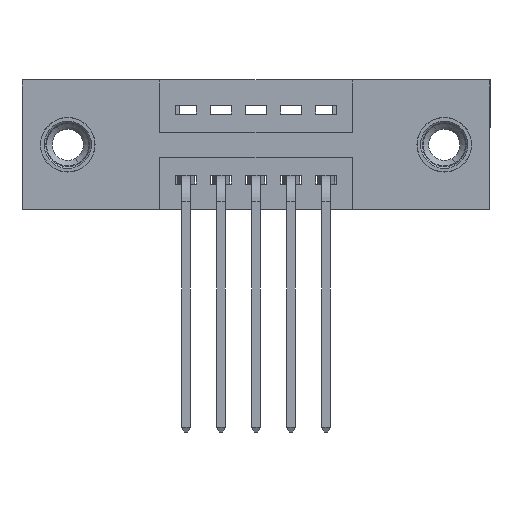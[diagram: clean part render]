
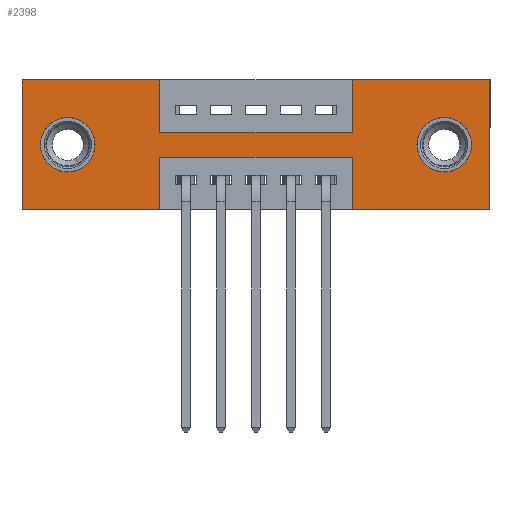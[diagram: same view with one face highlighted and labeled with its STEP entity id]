
A CAD part, front view. The second image highlights one B-rep face of the part: STEP entity #2398.
In plain terms, the highlighted planar face has unit normal (0, -1, 0).
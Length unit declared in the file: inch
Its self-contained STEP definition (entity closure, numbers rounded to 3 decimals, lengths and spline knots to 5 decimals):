
#7 = CARTESIAN_POINT ( 'NONE',  ( 0.3925, 0., -0.37 ) ) ;
#119 = DIRECTION ( 'NONE',  ( 0., 0., -1. ) ) ;
#338 = VECTOR ( 'NONE', #10909, 39.37008 ) ;
#350 = CARTESIAN_POINT ( 'NONE',  ( 0.9425, 0., 0. ) ) ;
#430 = DIRECTION ( 'NONE',  ( 1., 0., 0. ) ) ;
#499 = EDGE_LOOP ( 'NONE', ( #1094, #10057 ) ) ;
#510 = CARTESIAN_POINT ( 'NONE',  ( 1.335, 0., -0.37 ) ) ;
#529 = CARTESIAN_POINT ( 'NONE',  ( 0.3925, 0., -0.22 ) ) ;
#555 = VERTEX_POINT ( 'NONE', #6606 ) ;
#565 = EDGE_CURVE ( 'NONE', #3934, #6595, #8892, .T. ) ;
#624 = EDGE_CURVE ( 'NONE', #3445, #5344, #3835, .T. ) ;
#722 = VERTEX_POINT ( 'NONE', #7 ) ;
#875 = DIRECTION ( 'NONE',  ( 0., 1., 0. ) ) ;
#933 = VERTEX_POINT ( 'NONE', #7822 ) ;
#1033 = VERTEX_POINT ( 'NONE', #8760 ) ;
#1094 = ORIENTED_EDGE ( 'NONE', *, *, #8345, .T. ) ;
#1138 = EDGE_CURVE ( 'NONE', #555, #2775, #10249, .T. ) ;
#1215 = DIRECTION ( 'NONE',  ( 0., 1., 0. ) ) ;
#1226 = ORIENTED_EDGE ( 'NONE', *, *, #1138, .F. ) ;
#1262 = CARTESIAN_POINT ( 'NONE',  ( 0.3925, 0., -0.15 ) ) ;
#1414 = DIRECTION ( 'NONE',  ( 0., 0., 1. ) ) ;
#1416 = ORIENTED_EDGE ( 'NONE', *, *, #5044, .F. ) ;
#1422 = AXIS2_PLACEMENT_3D ( 'NONE', #10907, #10981, #10091 ) ;
#1521 = CARTESIAN_POINT ( 'NONE',  ( 0., 0., 0. ) ) ;
#1556 = VECTOR ( 'NONE', #10618, 39.37008 ) ;
#1567 = FACE_BOUND ( 'NONE', #2946, .T. ) ;
#1903 = CIRCLE ( 'NONE', #7262, 0.078 ) ;
#2028 = CIRCLE ( 'NONE', #9505, 0.078 ) ;
#2152 = EDGE_CURVE ( 'NONE', #1033, #933, #8092, .T. ) ;
#2181 = LINE ( 'NONE', #2616, #6380 ) ;
#2195 = CARTESIAN_POINT ( 'NONE',  ( 0., 0., 0. ) ) ;
#2398 = ADVANCED_FACE ( 'NONE', ( #8900, #1567, #4993 ), #4934, .T. ) ;
#2587 = ORIENTED_EDGE ( 'NONE', *, *, #5451, .F. ) ;
#2596 = CARTESIAN_POINT ( 'NONE',  ( 0.13, 0., -0.185 ) ) ;
#2616 = CARTESIAN_POINT ( 'NONE',  ( 0., 0., -0.37 ) ) ;
#2661 = VECTOR ( 'NONE', #9099, 39.37008 ) ;
#2775 = VERTEX_POINT ( 'NONE', #1262 ) ;
#2800 = ORIENTED_EDGE ( 'NONE', *, *, #565, .F. ) ;
#2815 = EDGE_CURVE ( 'NONE', #5344, #1033, #7799, .T. ) ;
#2939 = ORIENTED_EDGE ( 'NONE', *, *, #8804, .T. ) ;
#2946 = EDGE_LOOP ( 'NONE', ( #2939, #6347 ) ) ;
#3032 = VERTEX_POINT ( 'NONE', #3037 ) ;
#3037 = CARTESIAN_POINT ( 'NONE',  ( 0.13, 0., -0.263 ) ) ;
#3224 = DIRECTION ( 'NONE',  ( 1., 0., 0. ) ) ;
#3426 = ORIENTED_EDGE ( 'NONE', *, *, #7920, .F. ) ;
#3445 = VERTEX_POINT ( 'NONE', #510 ) ;
#3453 = VERTEX_POINT ( 'NONE', #9857 ) ;
#3482 = CARTESIAN_POINT ( 'NONE',  ( 0.3925, 0., -0.37 ) ) ;
#3663 = DIRECTION ( 'NONE',  ( -1., 0., 0. ) ) ;
#3834 = EDGE_LOOP ( 'NONE', ( #1416, #6791, #7370, #5058, #9210, #2800, #7057, #7103, #1226, #2587, #8123, #3426 ) ) ;
#3835 = LINE ( 'NONE', #7414, #9279 ) ;
#3875 = CIRCLE ( 'NONE', #7917, 0.078 ) ;
#3934 = VERTEX_POINT ( 'NONE', #350 ) ;
#4048 = DIRECTION ( 'NONE',  ( 0., 1., 0. ) ) ;
#4058 = CARTESIAN_POINT ( 'NONE',  ( 1.335, 0., 0. ) ) ;
#4061 = CIRCLE ( 'NONE', #5085, 0.078 ) ;
#4112 = EDGE_CURVE ( 'NONE', #3032, #9417, #4061, .T. ) ;
#4153 = EDGE_CURVE ( 'NONE', #10773, #3934, #9537, .T. ) ;
#4255 = CARTESIAN_POINT ( 'NONE',  ( 1.205, 0., -0.107 ) ) ;
#4342 = DIRECTION ( 'NONE',  ( -1., 0., 0. ) ) ;
#4451 = VECTOR ( 'NONE', #10447, 39.37008 ) ;
#4711 = CARTESIAN_POINT ( 'NONE',  ( 0.3925, 0., 0. ) ) ;
#4934 = PLANE ( 'NONE',  #1422 ) ;
#4993 = FACE_OUTER_BOUND ( 'NONE', #3834, .T. ) ;
#5044 = EDGE_CURVE ( 'NONE', #933, #722, #10175, .T. ) ;
#5058 = ORIENTED_EDGE ( 'NONE', *, *, #624, .F. ) ;
#5085 = AXIS2_PLACEMENT_3D ( 'NONE', #2596, #11006, #5875 ) ;
#5198 = LINE ( 'NONE', #8246, #10152 ) ;
#5341 = CARTESIAN_POINT ( 'NONE',  ( 0., 0., 0. ) ) ;
#5344 = VERTEX_POINT ( 'NONE', #8671 ) ;
#5347 = CARTESIAN_POINT ( 'NONE',  ( 0.9425, 0., -0.15 ) ) ;
#5451 = EDGE_CURVE ( 'NONE', #8144, #555, #6667, .T. ) ;
#5701 = EDGE_CURVE ( 'NONE', #6595, #3445, #5727, .T. ) ;
#5727 = LINE ( 'NONE', #4058, #338 ) ;
#5874 = CARTESIAN_POINT ( 'NONE',  ( 1.335, 0., 0. ) ) ;
#5875 = DIRECTION ( 'NONE',  ( 0., 0., 1. ) ) ;
#5913 = CARTESIAN_POINT ( 'NONE',  ( 1.205, 0., -0.185 ) ) ;
#5920 = VECTOR ( 'NONE', #3663, 39.37008 ) ;
#6245 = CARTESIAN_POINT ( 'NONE',  ( 0.13, 0., -0.185 ) ) ;
#6289 = CARTESIAN_POINT ( 'NONE',  ( 0.9425, 0., -0.37 ) ) ;
#6347 = ORIENTED_EDGE ( 'NONE', *, *, #4112, .T. ) ;
#6380 = VECTOR ( 'NONE', #4342, 39.37008 ) ;
#6510 = CARTESIAN_POINT ( 'NONE',  ( 1.205, 0., -0.185 ) ) ;
#6595 = VERTEX_POINT ( 'NONE', #5874 ) ;
#6606 = CARTESIAN_POINT ( 'NONE',  ( 0.3925, 0., 0. ) ) ;
#6667 = LINE ( 'NONE', #8164, #7074 ) ;
#6780 = DIRECTION ( 'NONE',  ( 0., 0., -1. ) ) ;
#6791 = ORIENTED_EDGE ( 'NONE', *, *, #2152, .F. ) ;
#7057 = ORIENTED_EDGE ( 'NONE', *, *, #4153, .F. ) ;
#7074 = VECTOR ( 'NONE', #430, 39.37008 ) ;
#7103 = ORIENTED_EDGE ( 'NONE', *, *, #7132, .F. ) ;
#7132 = EDGE_CURVE ( 'NONE', #2775, #10773, #5198, .T. ) ;
#7262 = AXIS2_PLACEMENT_3D ( 'NONE', #6510, #4048, #8321 ) ;
#7370 = ORIENTED_EDGE ( 'NONE', *, *, #2815, .F. ) ;
#7414 = CARTESIAN_POINT ( 'NONE',  ( 0., 0., -0.37 ) ) ;
#7652 = EDGE_CURVE ( 'NONE', #8237, #8144, #10692, .T. ) ;
#7799 = LINE ( 'NONE', #6289, #1556 ) ;
#7822 = CARTESIAN_POINT ( 'NONE',  ( 0.3925, 0., -0.22 ) ) ;
#7917 = AXIS2_PLACEMENT_3D ( 'NONE', #5913, #875, #6780 ) ;
#7920 = EDGE_CURVE ( 'NONE', #722, #8237, #2181, .T. ) ;
#8057 = DIRECTION ( 'NONE',  ( 0., 0., 1. ) ) ;
#8092 = LINE ( 'NONE', #529, #5920 ) ;
#8123 = ORIENTED_EDGE ( 'NONE', *, *, #7652, .F. ) ;
#8144 = VERTEX_POINT ( 'NONE', #5341 ) ;
#8164 = CARTESIAN_POINT ( 'NONE',  ( 0., 0., 0. ) ) ;
#8237 = VERTEX_POINT ( 'NONE', #9060 ) ;
#8246 = CARTESIAN_POINT ( 'NONE',  ( 0.3925, 0., -0.15 ) ) ;
#8321 = DIRECTION ( 'NONE',  ( 0., 0., -1. ) ) ;
#8345 = EDGE_CURVE ( 'NONE', #9820, #3453, #1903, .T. ) ;
#8544 = VECTOR ( 'NONE', #1414, 39.37008 ) ;
#8604 = VECTOR ( 'NONE', #3224, 39.37008 ) ;
#8671 = CARTESIAN_POINT ( 'NONE',  ( 0.9425, 0., -0.37 ) ) ;
#8760 = CARTESIAN_POINT ( 'NONE',  ( 0.9425, 0., -0.22 ) ) ;
#8804 = EDGE_CURVE ( 'NONE', #9417, #3032, #2028, .T. ) ;
#8805 = CARTESIAN_POINT ( 'NONE',  ( 0.13, 0., -0.107 ) ) ;
#8892 = LINE ( 'NONE', #1521, #8604 ) ;
#8900 = FACE_BOUND ( 'NONE', #499, .T. ) ;
#9060 = CARTESIAN_POINT ( 'NONE',  ( 0., 0., -0.37 ) ) ;
#9099 = DIRECTION ( 'NONE',  ( 0., 0., -1. ) ) ;
#9113 = VECTOR ( 'NONE', #119, 39.37008 ) ;
#9115 = DIRECTION ( 'NONE',  ( 1., 0., 0. ) ) ;
#9210 = ORIENTED_EDGE ( 'NONE', *, *, #5701, .F. ) ;
#9216 = DIRECTION ( 'NONE',  ( -1., 0., 0. ) ) ;
#9279 = VECTOR ( 'NONE', #9216, 39.37008 ) ;
#9417 = VERTEX_POINT ( 'NONE', #8805 ) ;
#9492 = CARTESIAN_POINT ( 'NONE',  ( 0.9425, 0., 0. ) ) ;
#9505 = AXIS2_PLACEMENT_3D ( 'NONE', #6245, #1215, #8057 ) ;
#9537 = LINE ( 'NONE', #9492, #4451 ) ;
#9820 = VERTEX_POINT ( 'NONE', #4255 ) ;
#9857 = CARTESIAN_POINT ( 'NONE',  ( 1.205, 0., -0.263 ) ) ;
#9962 = EDGE_CURVE ( 'NONE', #3453, #9820, #3875, .T. ) ;
#10057 = ORIENTED_EDGE ( 'NONE', *, *, #9962, .T. ) ;
#10091 = DIRECTION ( 'NONE',  ( 0., 0., -1. ) ) ;
#10152 = VECTOR ( 'NONE', #9115, 39.37008 ) ;
#10175 = LINE ( 'NONE', #3482, #9113 ) ;
#10249 = LINE ( 'NONE', #4711, #2661 ) ;
#10447 = DIRECTION ( 'NONE',  ( 0., 0., 1. ) ) ;
#10618 = DIRECTION ( 'NONE',  ( 0., 0., 1. ) ) ;
#10692 = LINE ( 'NONE', #2195, #8544 ) ;
#10773 = VERTEX_POINT ( 'NONE', #5347 ) ;
#10907 = CARTESIAN_POINT ( 'NONE',  ( 0., 0., -0.37 ) ) ;
#10909 = DIRECTION ( 'NONE',  ( 0., 0., -1. ) ) ;
#10981 = DIRECTION ( 'NONE',  ( 0., -1., 0. ) ) ;
#11006 = DIRECTION ( 'NONE',  ( 0., 1., 0. ) ) ;
